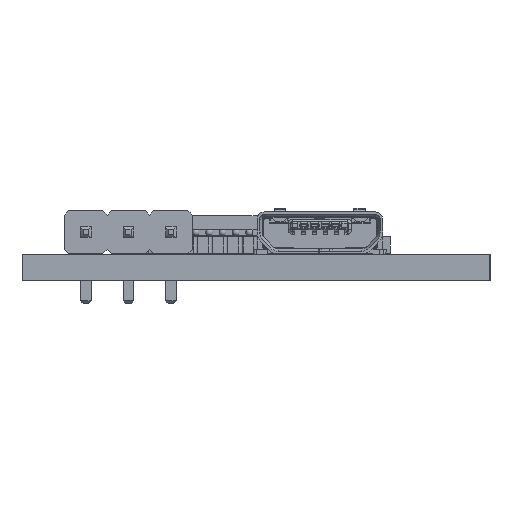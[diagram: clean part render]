
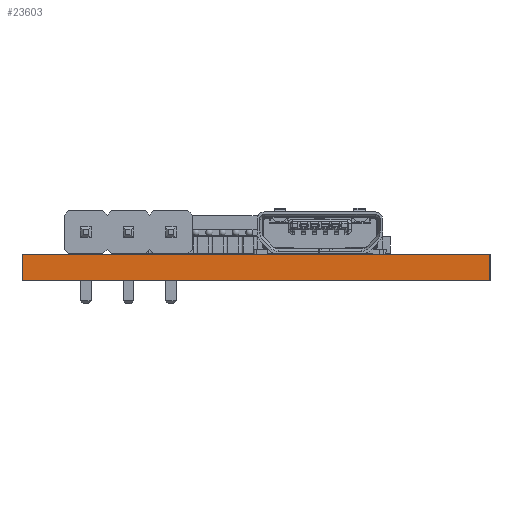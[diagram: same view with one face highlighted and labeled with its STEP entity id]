
A CAD part, left-side view. The second image highlights one B-rep face of the part: STEP entity #23603.
In plain terms, the highlighted planar face has unit normal (-1, 0, 0).
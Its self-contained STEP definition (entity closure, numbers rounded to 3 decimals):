
#3057=FACE_OUTER_BOUND('',#4365,.T.);
#4365=EDGE_LOOP('',(#20942,#20943,#20944,#20945));
#6834=LINE('',#40779,#9202);
#6838=LINE('',#40788,#9206);
#6839=LINE('',#40789,#9207);
#6840=LINE('',#40790,#9208);
#9202=VECTOR('',#31849,1.);
#9206=VECTOR('',#31855,1.);
#9207=VECTOR('',#31856,1.);
#9208=VECTOR('',#31857,1.);
#11378=VERTEX_POINT('',#40777);
#11379=VERTEX_POINT('',#40778);
#11382=VERTEX_POINT('',#40786);
#11383=VERTEX_POINT('',#40787);
#14612=EDGE_CURVE('',#11378,#11379,#6834,.T.);
#14616=EDGE_CURVE('',#11382,#11383,#6838,.T.);
#14617=EDGE_CURVE('',#11383,#11379,#6839,.T.);
#14618=EDGE_CURVE('',#11382,#11378,#6840,.T.);
#20942=ORIENTED_EDGE('',*,*,#14616,.T.);
#20943=ORIENTED_EDGE('',*,*,#14617,.T.);
#20944=ORIENTED_EDGE('',*,*,#14612,.F.);
#20945=ORIENTED_EDGE('',*,*,#14618,.F.);
#22462=PLANE('',#25683);
#23603=ADVANCED_FACE('',(#3057),#22462,.T.);
#25683=AXIS2_PLACEMENT_3D('',#40785,#31853,#31854);
#31849=DIRECTION('',(0.,0.,1.));
#31853=DIRECTION('center_axis',(-1.,0.,0.));
#31854=DIRECTION('ref_axis',(0.,1.,0.));
#31855=DIRECTION('',(0.,0.,1.));
#31856=DIRECTION('',(0.,1.,0.));
#31857=DIRECTION('',(0.,1.,0.));
#40777=CARTESIAN_POINT('',(90.805,-66.04,0.));
#40778=CARTESIAN_POINT('',(90.805,-66.04,1.6));
#40779=CARTESIAN_POINT('',(90.805,-66.04,0.));
#40785=CARTESIAN_POINT('Origin',(90.805,-93.98,0.));
#40786=CARTESIAN_POINT('',(90.805,-93.98,0.));
#40787=CARTESIAN_POINT('',(90.805,-93.98,1.6));
#40788=CARTESIAN_POINT('',(90.805,-93.98,0.));
#40789=CARTESIAN_POINT('',(90.805,-93.98,1.6));
#40790=CARTESIAN_POINT('',(90.805,-93.98,0.));
